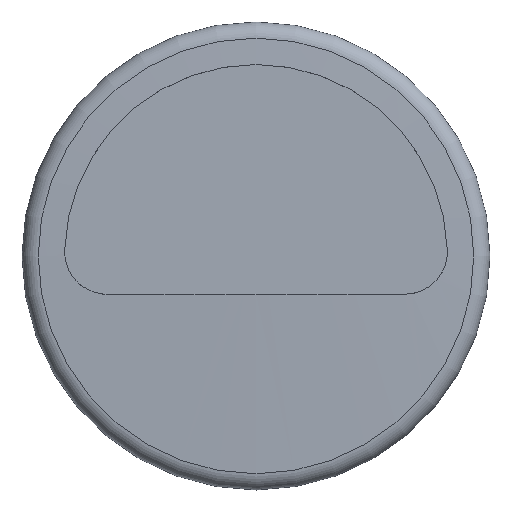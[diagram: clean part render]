
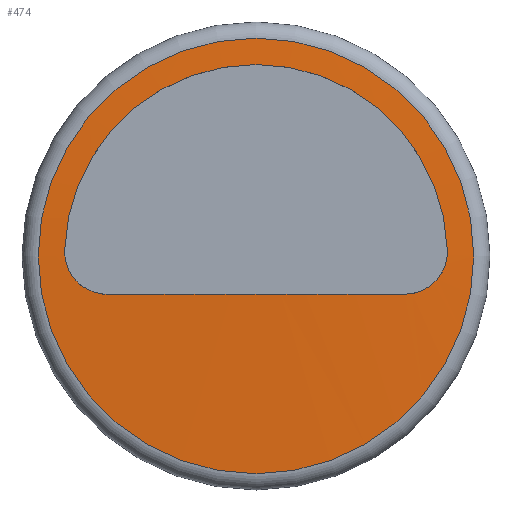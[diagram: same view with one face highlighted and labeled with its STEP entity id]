
A CAD part, top view. The second image highlights one B-rep face of the part: STEP entity #474.
In plain terms, the highlighted spherical face has radius 540.529 mm.
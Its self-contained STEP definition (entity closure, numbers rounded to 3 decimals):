
#42=B_SPLINE_CURVE_WITH_KNOTS('',3,(#804,#805,#806,#807,#808,#809,#810,
#811,#812,#813,#814,#815,#816,#817,#818),.UNSPECIFIED.,.F.,.F.,(4,2,2,3,
2,2,4),(-0.384,-0.377,-0.188,0.,0.188,
0.377,0.384),.UNSPECIFIED.);
#43=B_SPLINE_CURVE_WITH_KNOTS('',3,(#824,#825,#826,#827,#828,#829,#830,
#831,#832,#833,#834,#835,#836),.UNSPECIFIED.,.F.,.F.,(4,2,3,2,2,4),(-0.321,
-0.188,0.,0.188,0.377,0.384),
 .UNSPECIFIED.);
#44=B_SPLINE_CURVE_WITH_KNOTS('',3,(#838,#839,#840,#841,#842,#843),
 .UNSPECIFIED.,.F.,.F.,(4,2,4),(-0.384,-0.377,-0.321),
 .UNSPECIFIED.);
#45=SPHERICAL_SURFACE('',#534,540.529);
#51=FACE_OUTER_BOUND('',#80,.T.);
#80=EDGE_LOOP('',(#342,#343,#344,#345,#346,#347,#348,#349,#350,#351));
#156=CIRCLE('',#525,25.595);
#161=CIRCLE('',#530,25.595);
#164=CIRCLE('',#535,22.5);
#165=CIRCLE('',#536,540.51);
#166=CIRCLE('',#537,540.51);
#167=CIRCLE('',#538,540.529);
#204=VERTEX_POINT('',#782);
#205=VERTEX_POINT('',#783);
#211=VERTEX_POINT('',#800);
#212=VERTEX_POINT('',#801);
#213=VERTEX_POINT('',#803);
#214=VERTEX_POINT('',#819);
#215=VERTEX_POINT('',#821);
#216=VERTEX_POINT('',#823);
#257=EDGE_CURVE('',#204,#205,#156,.T.);
#262=EDGE_CURVE('',#205,#204,#161,.T.);
#266=EDGE_CURVE('',#211,#212,#164,.T.);
#267=EDGE_CURVE('',#213,#212,#42,.T.);
#268=EDGE_CURVE('',#213,#214,#165,.T.);
#269=EDGE_CURVE('',#214,#215,#166,.T.);
#270=EDGE_CURVE('',#216,#215,#43,.T.);
#271=EDGE_CURVE('',#216,#205,#167,.T.);
#272=EDGE_CURVE('',#211,#216,#44,.T.);
#342=ORIENTED_EDGE('',*,*,#266,.T.);
#343=ORIENTED_EDGE('',*,*,#267,.F.);
#344=ORIENTED_EDGE('',*,*,#268,.T.);
#345=ORIENTED_EDGE('',*,*,#269,.T.);
#346=ORIENTED_EDGE('',*,*,#270,.F.);
#347=ORIENTED_EDGE('',*,*,#271,.T.);
#348=ORIENTED_EDGE('',*,*,#257,.F.);
#349=ORIENTED_EDGE('',*,*,#262,.F.);
#350=ORIENTED_EDGE('',*,*,#271,.F.);
#351=ORIENTED_EDGE('',*,*,#272,.F.);
#474=ADVANCED_FACE('',(#51),#45,.T.);
#525=AXIS2_PLACEMENT_3D('',#784,#610,#611);
#530=AXIS2_PLACEMENT_3D('',#792,#620,#621);
#534=AXIS2_PLACEMENT_3D('',#799,#629,#630);
#535=AXIS2_PLACEMENT_3D('',#802,#631,#632);
#536=AXIS2_PLACEMENT_3D('',#820,#633,#634);
#537=AXIS2_PLACEMENT_3D('',#822,#635,#636);
#538=AXIS2_PLACEMENT_3D('',#837,#637,#638);
#610=DIRECTION('center_axis',(0.,0.,-1.));
#611=DIRECTION('ref_axis',(0.,1.,0.));
#620=DIRECTION('center_axis',(0.,0.,-1.));
#621=DIRECTION('ref_axis',(0.,1.,0.));
#629=DIRECTION('center_axis',(0.,0.,1.));
#630=DIRECTION('ref_axis',(1.,0.,0.));
#631=DIRECTION('center_axis',(0.,0.,-1.));
#632=DIRECTION('ref_axis',(1.,0.,0.));
#633=DIRECTION('center_axis',(0.,-1.,0.));
#634=DIRECTION('ref_axis',(0.,0.,1.));
#635=DIRECTION('center_axis',(0.,-1.,0.));
#636=DIRECTION('ref_axis',(0.,0.,1.));
#637=DIRECTION('center_axis',(0.,-1.,0.));
#638=DIRECTION('ref_axis',(-1.,0.,0.));
#782=CARTESIAN_POINT('',(0.,-25.595,-0.606));
#783=CARTESIAN_POINT('',(-25.595,0.,-0.606));
#784=CARTESIAN_POINT('Origin',(0.,0.,-0.606));
#792=CARTESIAN_POINT('Origin',(0.,0.,-0.606));
#799=CARTESIAN_POINT('Origin',(0.,0.,-540.529));
#800=CARTESIAN_POINT('',(-22.491,0.643,-0.468));
#801=CARTESIAN_POINT('',(22.491,0.643,-0.468));
#802=CARTESIAN_POINT('Origin',(0.,0.,-0.468));
#803=CARTESIAN_POINT('',(17.493,-4.5,-0.302));
#804=CARTESIAN_POINT('Ctrl Pts',(17.493,-4.5,-0.302));
#805=CARTESIAN_POINT('Ctrl Pts',(17.517,-4.5,-0.303));
#806=CARTESIAN_POINT('Ctrl Pts',(17.541,-4.5,-0.303));
#807=CARTESIAN_POINT('Ctrl Pts',(18.192,-4.491,-0.325));
#808=CARTESIAN_POINT('Ctrl Pts',(18.86,-4.356,-0.346));
#809=CARTESIAN_POINT('Ctrl Pts',(20.084,-3.828,-0.386));
#810=CARTESIAN_POINT('Ctrl Pts',(20.641,-3.435,-0.405));
#811=CARTESIAN_POINT('Ctrl Pts',(21.079,-2.985,-0.419));
#812=CARTESIAN_POINT('Ctrl Pts',(21.516,-2.535,-0.434));
#813=CARTESIAN_POINT('Ctrl Pts',(21.893,-1.967,-0.447));
#814=CARTESIAN_POINT('Ctrl Pts',(22.385,-0.728,-0.464));
#815=CARTESIAN_POINT('Ctrl Pts',(22.501,-0.056,-0.468));
#816=CARTESIAN_POINT('Ctrl Pts',(22.492,0.595,-0.468));
#817=CARTESIAN_POINT('Ctrl Pts',(22.491,0.619,-0.468));
#818=CARTESIAN_POINT('Ctrl Pts',(22.491,0.643,-0.468));
#819=CARTESIAN_POINT('',(0.,-4.5,-0.019));
#820=CARTESIAN_POINT('Origin',(0.,-4.5,-540.529));
#821=CARTESIAN_POINT('',(-17.493,-4.5,-0.302));
#822=CARTESIAN_POINT('Origin',(0.,-4.5,-540.529));
#823=CARTESIAN_POINT('',(-22.468,0.,-0.467));
#824=CARTESIAN_POINT('Ctrl Pts',(-22.468,0.,
-0.467));
#825=CARTESIAN_POINT('Ctrl Pts',(-22.422,-0.453,-0.465));
#826=CARTESIAN_POINT('Ctrl Pts',(-22.312,-0.913,-0.461));
#827=CARTESIAN_POINT('Ctrl Pts',(-21.893,-1.967,-0.447));
#828=CARTESIAN_POINT('Ctrl Pts',(-21.516,-2.535,-0.434));
#829=CARTESIAN_POINT('Ctrl Pts',(-21.079,-2.985,-0.419));
#830=CARTESIAN_POINT('Ctrl Pts',(-20.641,-3.435,-0.405));
#831=CARTESIAN_POINT('Ctrl Pts',(-20.084,-3.828,-0.386));
#832=CARTESIAN_POINT('Ctrl Pts',(-18.86,-4.356,-0.346));
#833=CARTESIAN_POINT('Ctrl Pts',(-18.192,-4.491,-0.325));
#834=CARTESIAN_POINT('Ctrl Pts',(-17.541,-4.5,-0.303));
#835=CARTESIAN_POINT('Ctrl Pts',(-17.517,-4.5,-0.303));
#836=CARTESIAN_POINT('Ctrl Pts',(-17.493,-4.5,-0.302));
#837=CARTESIAN_POINT('Origin',(0.,0.,-540.529));
#838=CARTESIAN_POINT('Ctrl Pts',(-22.491,0.643,-0.468));
#839=CARTESIAN_POINT('Ctrl Pts',(-22.491,0.619,-0.468));
#840=CARTESIAN_POINT('Ctrl Pts',(-22.492,0.595,-0.468));
#841=CARTESIAN_POINT('Ctrl Pts',(-22.495,0.384,-0.468));
#842=CARTESIAN_POINT('Ctrl Pts',(-22.487,0.193,-0.468));
#843=CARTESIAN_POINT('Ctrl Pts',(-22.468,0.,
-0.467));
